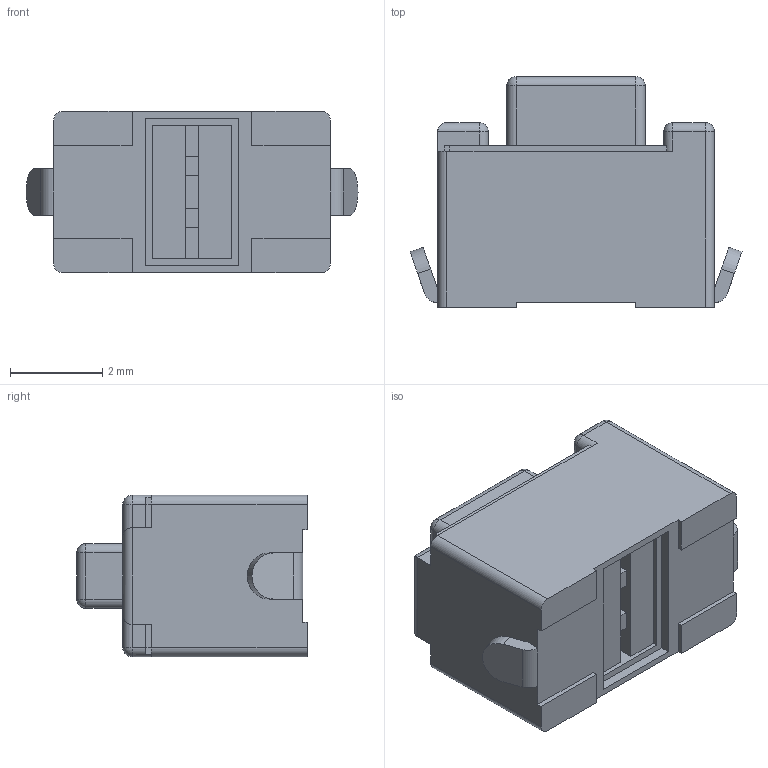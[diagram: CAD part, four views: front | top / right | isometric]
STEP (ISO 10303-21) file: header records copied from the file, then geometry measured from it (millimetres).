
FILE_DESCRIPTION(/* description */ ('STEP AP203'),/* implementation_level */ '2;1');
FILE_NAME(/* name */ 'EVQ-PE105K_PNF05M_5PN05K.STEP',/* time_stamp */ '2018-09-02T17:32:48-04:00',/* author */ ('agk99'),/* organization */ (''),/* preprocessor_version */ 'ST-DEVELOPER v16.13',/* originating_system */ 'Autodesk Inventor 2018',/* authorisation */ '');
FILE_SCHEMA (('AUTOMOTIVE_DESIGN { 1 0 10303 214 3 1 1 }'));
Length unit declared in the file: millimetre
Products named in the file (1): EVQ-PE105K_PNF05M_5PN05K
Bounding box: 7.2 x 5 x 3.5 mm (x, y, z)
Volume: 78.5 mm3; surface area: 139.9 mm2
Topology: 1 solids, 1 shells, 130 faces, 340 edges, 204 vertices
Faces by surface type: plane 84, cylinder 34, sphere 12
Entity records: 3918 total; most frequent: CARTESIAN_POINT 663, ORIENTED_EDGE 656, DIRECTION 656, EDGE_CURVE 328, LINE 262, VECTOR 262, VERTEX_POINT 204, AXIS2_PLACEMENT_3D 197
